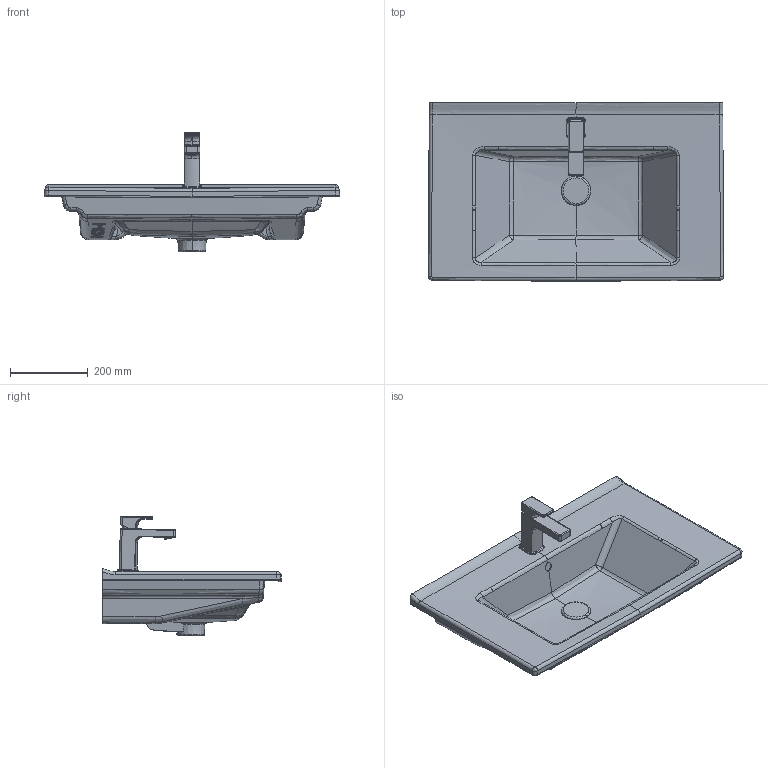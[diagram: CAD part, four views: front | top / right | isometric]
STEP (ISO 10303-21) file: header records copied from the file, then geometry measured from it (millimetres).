
FILE_DESCRIPTION(/* description */ (''),/* implementation_level */ '2;1');
FILE_NAME(/* name */ 'Trio 75 cm Armaturlu Tapali.stp',/* time_stamp */ '2022-08-06T00:20:05+03:00',/* author */ (''),/* organization */ (''),/* preprocessor_version */ 'ST-DEVELOPER v16.7',/* originating_system */ 'SIEMENS PLM Software NX 12.0',/* authorisation */ '');
FILE_SCHEMA (('AUTOMOTIVE_DESIGN { 1 0 10303 214 3 1 1 1 }'));
Products named in the file (3): model152; Faucet_00153; Trio_75_Armtr_Tpl_stp
Assembly tree (2 placements, depth 2):
  Trio_75_Armtr_Tpl_stp
    Faucet_00153
    model152
Bounding box: 756.6 x 457.8 x 306.67 mm (x, y, z)
Volume: 15021652.8 mm3; surface area: 1150501.5 mm2
Topology: 3 solids, 3 shells, 676 faces, 1644 edges, 926 vertices
Faces by surface type: bspline 456, plane 70, cylinder 67, sphere 39, torus 27, extrusion 10, cone 7
Full cylindrical faces by diameter (mm): 35 x1, 46 x1
Entity records: 54033 total; most frequent: CARTESIAN_POINT 41907, ORIENTED_EDGE 3136, DIRECTION 1586, EDGE_CURVE 1568, VERTEX_POINT 916, B_SPLINE_CURVE_WITH_KNOTS 856, EDGE_LOOP 702, AXIS2_PLACEMENT_3D 692
